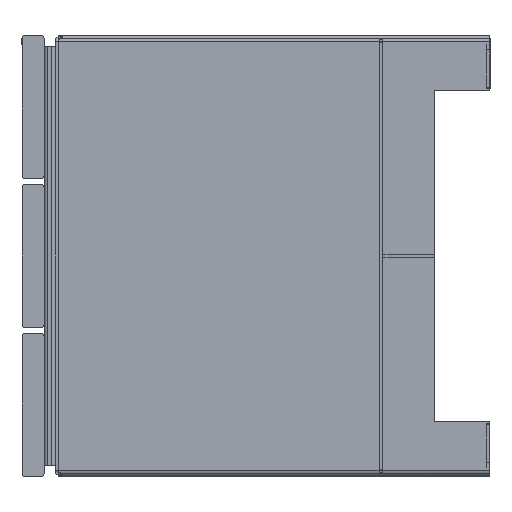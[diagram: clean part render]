
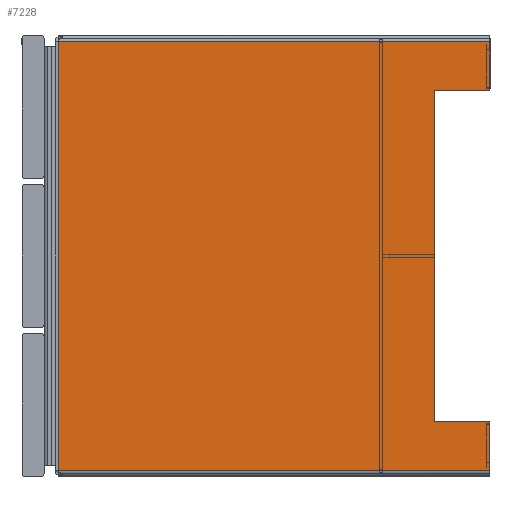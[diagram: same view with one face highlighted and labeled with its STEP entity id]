
A CAD part, left-side view. The second image highlights one B-rep face of the part: STEP entity #7228.
In plain terms, the highlighted face is planar.
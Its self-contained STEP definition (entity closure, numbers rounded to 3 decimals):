
#517 = EDGE_LOOP ( 'NONE', ( #2625, #2863, #10410, #9799, #5147, #6012, #3430, #8657 ) ) ;
#632 = DIRECTION ( 'NONE',  ( 0., -1., 0. ) ) ;
#846 = VERTEX_POINT ( 'NONE', #1271 ) ;
#897 = VERTEX_POINT ( 'NONE', #10019 ) ;
#952 = PLANE ( 'NONE',  #5356 ) ;
#1123 = CARTESIAN_POINT ( 'NONE',  ( -200., 0., -391. ) ) ;
#1178 = CARTESIAN_POINT ( 'NONE',  ( 150., 0., 0. ) ) ;
#1262 = EDGE_CURVE ( 'NONE', #5205, #897, #4347, .T. ) ;
#1271 = CARTESIAN_POINT ( 'NONE',  ( -194., 0., -391. ) ) ;
#1341 = CARTESIAN_POINT ( 'NONE',  ( 194., 0., 0. ) ) ;
#1355 = EDGE_CURVE ( 'NONE', #846, #9230, #8922, .T. ) ;
#1396 = DIRECTION ( 'NONE',  ( 1., 0., 0. ) ) ;
#1524 = VECTOR ( 'NONE', #7237, 1000. ) ;
#1541 = VECTOR ( 'NONE', #8924, 1000. ) ;
#2363 = CARTESIAN_POINT ( 'NONE',  ( -150., 0., -50. ) ) ;
#2625 = ORIENTED_EDGE ( 'NONE', *, *, #6336, .T. ) ;
#2660 = FACE_OUTER_BOUND ( 'NONE', #517, .T. ) ;
#2700 = VERTEX_POINT ( 'NONE', #9345 ) ;
#2863 = ORIENTED_EDGE ( 'NONE', *, *, #4710, .T. ) ;
#3430 = ORIENTED_EDGE ( 'NONE', *, *, #6046, .T. ) ;
#3781 = LINE ( 'NONE', #5295, #6605 ) ;
#3975 = CARTESIAN_POINT ( 'NONE',  ( -150., 0., 0. ) ) ;
#4069 = VECTOR ( 'NONE', #7795, 1000. ) ;
#4347 = LINE ( 'NONE', #3975, #4069 ) ;
#4404 = CARTESIAN_POINT ( 'NONE',  ( -194., 0., -391. ) ) ;
#4710 = EDGE_CURVE ( 'NONE', #8033, #846, #10499, .T. ) ;
#4794 = DIRECTION ( 'NONE',  ( 0., 0., -1. ) ) ;
#4900 = CARTESIAN_POINT ( 'NONE',  ( -150., 0., 0. ) ) ;
#4989 = EDGE_CURVE ( 'NONE', #9230, #5205, #3781, .T. ) ;
#5147 = ORIENTED_EDGE ( 'NONE', *, *, #1262, .T. ) ;
#5205 = VERTEX_POINT ( 'NONE', #4900 ) ;
#5295 = CARTESIAN_POINT ( 'NONE',  ( -200., 0., 0. ) ) ;
#5323 = VECTOR ( 'NONE', #8701, 1000. ) ;
#5356 = AXIS2_PLACEMENT_3D ( 'NONE', #5976, #632, #7798 ) ;
#5476 = DIRECTION ( 'NONE',  ( 1., 0., 0. ) ) ;
#5533 = CARTESIAN_POINT ( 'NONE',  ( 150., 0., 0. ) ) ;
#5626 = CARTESIAN_POINT ( 'NONE',  ( 194., 0., -391. ) ) ;
#5707 = VECTOR ( 'NONE', #4794, 1000. ) ;
#5720 = VECTOR ( 'NONE', #5476, 1000. ) ;
#5976 = CARTESIAN_POINT ( 'NONE',  ( 0., 0., 0. ) ) ;
#6012 = ORIENTED_EDGE ( 'NONE', *, *, #6366, .T. ) ;
#6046 = EDGE_CURVE ( 'NONE', #10615, #9256, #7171, .T. ) ;
#6200 = DIRECTION ( 'NONE',  ( 1., 0., 0. ) ) ;
#6209 = LINE ( 'NONE', #5533, #5720 ) ;
#6254 = CARTESIAN_POINT ( 'NONE',  ( 150., 0., -50. ) ) ;
#6336 = EDGE_CURVE ( 'NONE', #2700, #8033, #10039, .T. ) ;
#6366 = EDGE_CURVE ( 'NONE', #897, #10615, #10822, .T. ) ;
#6605 = VECTOR ( 'NONE', #6200, 1000. ) ;
#7171 = LINE ( 'NONE', #1178, #1541 ) ;
#7228 = ADVANCED_FACE ( 'NONE', ( #2660 ), #952, .F. ) ;
#7237 = DIRECTION ( 'NONE',  ( -1., 0., 0. ) ) ;
#7367 = EDGE_CURVE ( 'NONE', #9256, #2700, #6209, .T. ) ;
#7524 = VECTOR ( 'NONE', #1396, 1000. ) ;
#7795 = DIRECTION ( 'NONE',  ( 0., 0., -1. ) ) ;
#7798 = DIRECTION ( 'NONE',  ( 0., 0., -1. ) ) ;
#8033 = VERTEX_POINT ( 'NONE', #5626 ) ;
#8657 = ORIENTED_EDGE ( 'NONE', *, *, #7367, .T. ) ;
#8701 = DIRECTION ( 'NONE',  ( 0., 0., 1. ) ) ;
#8922 = LINE ( 'NONE', #4404, #5323 ) ;
#8924 = DIRECTION ( 'NONE',  ( 0., 0., 1. ) ) ;
#9230 = VERTEX_POINT ( 'NONE', #10613 ) ;
#9256 = VERTEX_POINT ( 'NONE', #9773 ) ;
#9345 = CARTESIAN_POINT ( 'NONE',  ( 194., 0., 0. ) ) ;
#9773 = CARTESIAN_POINT ( 'NONE',  ( 150., 0., 0. ) ) ;
#9799 = ORIENTED_EDGE ( 'NONE', *, *, #4989, .T. ) ;
#10019 = CARTESIAN_POINT ( 'NONE',  ( -150., 0., -50. ) ) ;
#10039 = LINE ( 'NONE', #1341, #5707 ) ;
#10410 = ORIENTED_EDGE ( 'NONE', *, *, #1355, .T. ) ;
#10499 = LINE ( 'NONE', #1123, #1524 ) ;
#10613 = CARTESIAN_POINT ( 'NONE',  ( -194., 0., 0. ) ) ;
#10615 = VERTEX_POINT ( 'NONE', #6254 ) ;
#10822 = LINE ( 'NONE', #2363, #7524 ) ;
